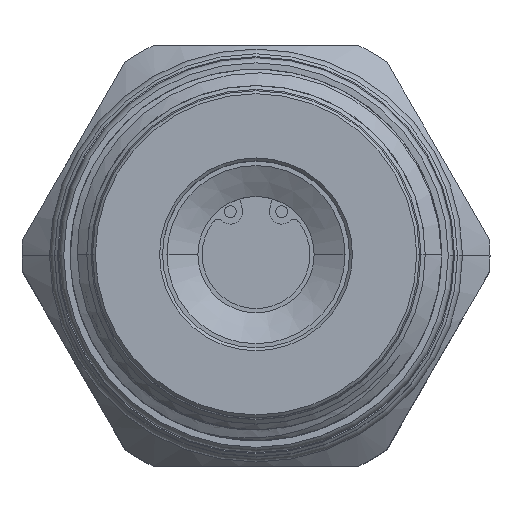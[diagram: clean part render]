
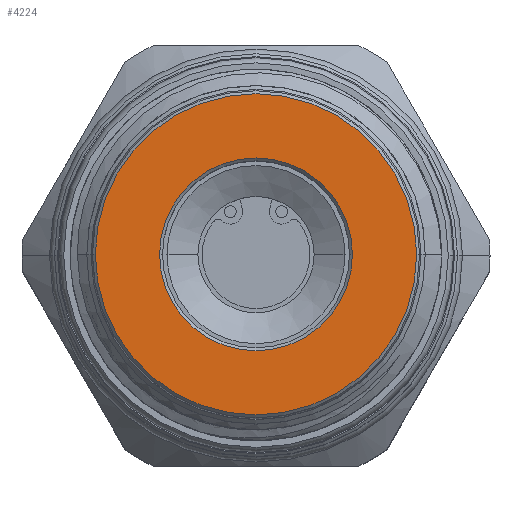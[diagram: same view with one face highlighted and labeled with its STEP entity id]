
A CAD part, top view. The second image highlights one B-rep face of the part: STEP entity #4224.
In plain terms, the highlighted planar face has unit normal (0, 0, 1).
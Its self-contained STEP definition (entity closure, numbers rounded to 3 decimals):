
#744 = VERTEX_POINT ( 'NONE', #1178 ) ;
#1178 = CARTESIAN_POINT ( 'NONE',  ( 6.55, 0., -25.725 ) ) ;
#1302 = VERTEX_POINT ( 'NONE', #12888 ) ;
#1355 = CARTESIAN_POINT ( 'NONE',  ( 0., 0., -25.725 ) ) ;
#1356 = DIRECTION ( 'NONE',  ( 0., 0., -1. ) ) ;
#1357 = DIRECTION ( 'NONE',  ( -1., 0., 0. ) ) ;
#1404 = CARTESIAN_POINT ( 'NONE',  ( 10.915, 0., -25.725 ) ) ;
#1434 = CARTESIAN_POINT ( 'NONE',  ( -10.915, 0., -25.725 ) ) ;
#4224 = ADVANCED_FACE ( 'NONE', ( #13401, #13389 ), #10232, .T. ) ;
#4855 = EDGE_LOOP ( 'NONE', ( #10728, #10664 ) ) ;
#6250 = EDGE_LOOP ( 'NONE', ( #10723, #10613 ) ) ;
#8825 = AXIS2_PLACEMENT_3D ( 'NONE', #10219, #10235, #10237 ) ;
#9167 = EDGE_CURVE ( 'NONE', #1302, #744, #13950, .T. ) ;
#9168 = EDGE_CURVE ( 'NONE', #11915, #11926, #13966, .T. ) ;
#9297 = EDGE_CURVE ( 'NONE', #744, #1302, #10928, .T. ) ;
#10219 = CARTESIAN_POINT ( 'NONE',  ( 0., 0., -25.725 ) ) ;
#10232 = PLANE ( 'NONE',  #8825 ) ;
#10235 = DIRECTION ( 'NONE',  ( 0., 0., 1. ) ) ;
#10237 = DIRECTION ( 'NONE',  ( 1., 0., 0. ) ) ;
#10287 = CARTESIAN_POINT ( 'NONE',  ( 0., 0., -25.725 ) ) ;
#10288 = DIRECTION ( 'NONE',  ( 0., 0., -1. ) ) ;
#10290 = DIRECTION ( 'NONE',  ( -1., 0., 0. ) ) ;
#10293 = CARTESIAN_POINT ( 'NONE',  ( 0., 0., -25.725 ) ) ;
#10295 = DIRECTION ( 'NONE',  ( 0., 0., -1. ) ) ;
#10297 = DIRECTION ( 'NONE',  ( -1., 0., 0. ) ) ;
#10613 = ORIENTED_EDGE ( 'NONE', *, *, #9168, .F. ) ;
#10664 = ORIENTED_EDGE ( 'NONE', *, *, #9167, .T. ) ;
#10723 = ORIENTED_EDGE ( 'NONE', *, *, #12483, .F. ) ;
#10728 = ORIENTED_EDGE ( 'NONE', *, *, #9297, .T. ) ;
#10928 = CIRCLE ( 'NONE', #14491, 6.55 ) ;
#11090 = CIRCLE ( 'NONE', #14420, 10.915 ) ;
#11915 = VERTEX_POINT ( 'NONE', #1404 ) ;
#11926 = VERTEX_POINT ( 'NONE', #1434 ) ;
#12483 = EDGE_CURVE ( 'NONE', #11926, #11915, #11090, .T. ) ;
#12888 = CARTESIAN_POINT ( 'NONE',  ( -6.55, 0., -25.725 ) ) ;
#13389 = FACE_OUTER_BOUND ( 'NONE', #6250, .T. ) ;
#13401 = FACE_BOUND ( 'NONE', #4855, .T. ) ;
#13950 = CIRCLE ( 'NONE', #14440, 6.55 ) ;
#13966 = CIRCLE ( 'NONE', #14449, 10.915 ) ;
#14420 = AXIS2_PLACEMENT_3D ( 'NONE', #15087, #15088, #15089 ) ;
#14440 = AXIS2_PLACEMENT_3D ( 'NONE', #10287, #10288, #10290 ) ;
#14449 = AXIS2_PLACEMENT_3D ( 'NONE', #10293, #10295, #10297 ) ;
#14491 = AXIS2_PLACEMENT_3D ( 'NONE', #1355, #1356, #1357 ) ;
#15087 = CARTESIAN_POINT ( 'NONE',  ( 0., 0., -25.725 ) ) ;
#15088 = DIRECTION ( 'NONE',  ( 0., 0., -1. ) ) ;
#15089 = DIRECTION ( 'NONE',  ( -1., 0., 0. ) ) ;
